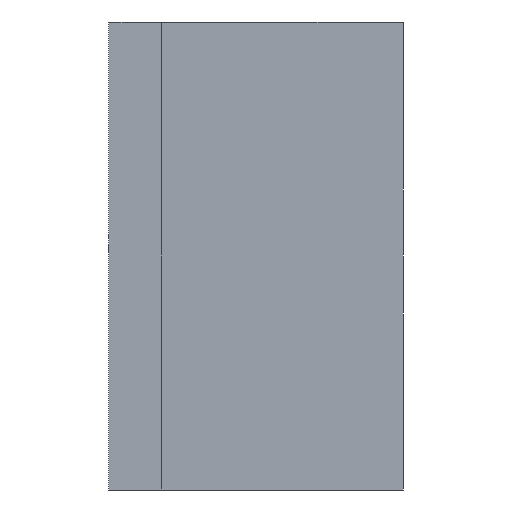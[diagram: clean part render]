
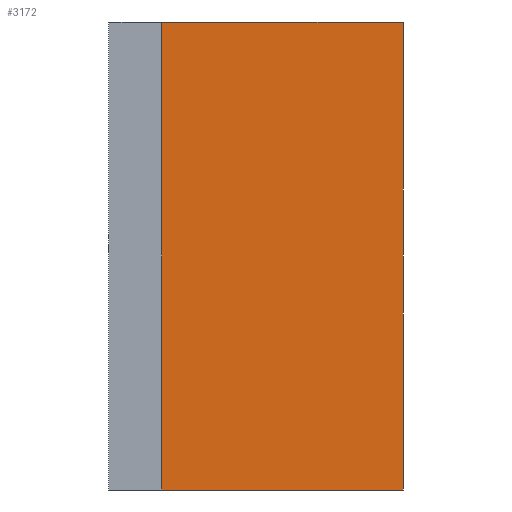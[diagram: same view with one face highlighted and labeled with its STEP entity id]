
A CAD part, left-side view. The second image highlights one B-rep face of the part: STEP entity #3172.
In plain terms, the highlighted planar face has unit normal (-1, 0, 0).
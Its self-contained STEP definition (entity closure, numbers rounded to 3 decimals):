
#242=FACE_OUTER_BOUND('',#396,.T.);
#396=EDGE_LOOP('',(#2827,#2828,#2829,#2830));
#470=LINE('',#4339,#878);
#805=LINE('',#5095,#1213);
#806=LINE('',#5098,#1214);
#814=LINE('',#5113,#1222);
#878=VECTOR('',#3489,10.);
#1213=VECTOR('',#4170,10.);
#1214=VECTOR('',#4173,10.);
#1222=VECTOR('',#4195,10.);
#1276=VERTEX_POINT('',#4336);
#1277=VERTEX_POINT('',#4338);
#1525=VERTEX_POINT('',#5093);
#1526=VERTEX_POINT('',#5097);
#1592=EDGE_CURVE('',#1276,#1277,#470,.T.);
#1973=EDGE_CURVE('',#1525,#1276,#805,.T.);
#1974=EDGE_CURVE('',#1526,#1277,#806,.T.);
#1982=EDGE_CURVE('',#1526,#1525,#814,.T.);
#2827=ORIENTED_EDGE('',*,*,#1982,.F.);
#2828=ORIENTED_EDGE('',*,*,#1974,.T.);
#2829=ORIENTED_EDGE('',*,*,#1592,.F.);
#2830=ORIENTED_EDGE('',*,*,#1973,.F.);
#3019=PLANE('',#3387);
#3172=ADVANCED_FACE('',(#242),#3019,.T.);
#3387=AXIS2_PLACEMENT_3D('',#5112,#4193,#4194);
#3489=DIRECTION('',(0.,0.,1.));
#4170=DIRECTION('',(0.,1.,0.));
#4173=DIRECTION('',(0.,1.,0.));
#4193=DIRECTION('center_axis',(-1.,0.,0.));
#4194=DIRECTION('ref_axis',(0.,0.,1.));
#4195=DIRECTION('',(0.,0.,-1.));
#4336=CARTESIAN_POINT('',(-64.,16.,-15.5));
#4338=CARTESIAN_POINT('',(-64.,16.,15.5));
#4339=CARTESIAN_POINT('',(-64.,16.,15.5));
#5093=CARTESIAN_POINT('',(-64.,0.,-15.5));
#5095=CARTESIAN_POINT('',(-64.,0.,-15.5));
#5097=CARTESIAN_POINT('',(-64.,0.,15.5));
#5098=CARTESIAN_POINT('',(-64.,0.,15.5));
#5112=CARTESIAN_POINT('Origin',(-64.,0.,-15.5));
#5113=CARTESIAN_POINT('',(-64.,0.,15.5));
